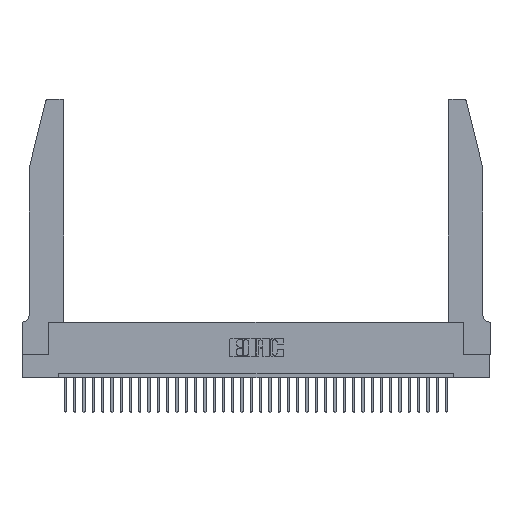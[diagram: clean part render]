
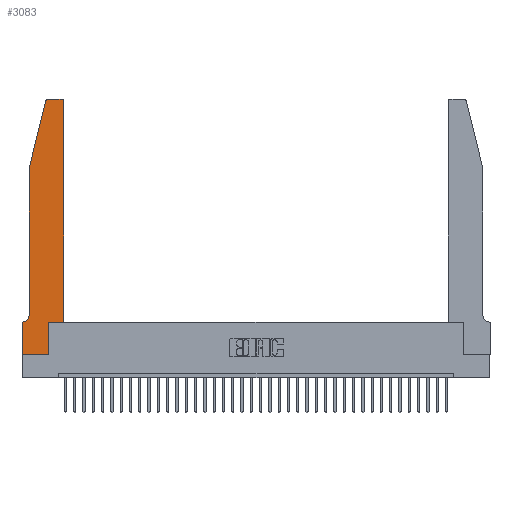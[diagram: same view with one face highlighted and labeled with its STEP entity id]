
A CAD part, top view. The second image highlights one B-rep face of the part: STEP entity #3083.
In plain terms, the highlighted planar face has unit normal (0, 0, 1).
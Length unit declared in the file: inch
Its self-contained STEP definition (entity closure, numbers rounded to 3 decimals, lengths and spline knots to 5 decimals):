
#226 = DIRECTION ( 'NONE',  ( 1., 0., 0. ) ) ;
#501 = CARTESIAN_POINT ( 'NONE',  ( 0.0755, 2., 0.37 ) ) ;
#1570 = ORIENTED_EDGE ( 'NONE', *, *, #19150, .T. ) ;
#1632 = ORIENTED_EDGE ( 'NONE', *, *, #3811, .T. ) ;
#3083 = ADVANCED_FACE ( 'NONE', ( #4782 ), #20015, .T. ) ;
#3718 = DIRECTION ( 'NONE',  ( 0., 0., 1. ) ) ;
#3811 = EDGE_CURVE ( 'NONE', #12639, #31604, #31554, .T. ) ;
#4122 = CARTESIAN_POINT ( 'NONE',  ( 0., 0., 0.37 ) ) ;
#4344 = VECTOR ( 'NONE', #9942, 39.37008 ) ;
#4366 = CIRCLE ( 'NONE', #5334, 0.03 ) ;
#4502 = CARTESIAN_POINT ( 'NONE',  ( 0.2865, 0.35, 0.37 ) ) ;
#4780 = DIRECTION ( 'NONE',  ( 0., 0., 1. ) ) ;
#4782 = FACE_OUTER_BOUND ( 'NONE', #9616, .T. ) ;
#4900 = DIRECTION ( 'NONE',  ( 1., 0., 0. ) ) ;
#5334 = AXIS2_PLACEMENT_3D ( 'NONE', #10677, #4780, #4900 ) ;
#5837 = CARTESIAN_POINT ( 'NONE',  ( 0., 0.35, 0.37 ) ) ;
#5931 = CARTESIAN_POINT ( 'NONE',  ( 0.4505, 2.72, 0.37 ) ) ;
#5969 = EDGE_CURVE ( 'NONE', #7785, #25407, #6825, .T. ) ;
#6505 = CARTESIAN_POINT ( 'NONE',  ( 0.25487, 2.72718, 0.37 ) ) ;
#6825 = LINE ( 'NONE', #31523, #21820 ) ;
#7785 = VERTEX_POINT ( 'NONE', #9045 ) ;
#8268 = VECTOR ( 'NONE', #15036, 39.37008 ) ;
#8425 = EDGE_CURVE ( 'NONE', #31604, #29142, #15467, .T. ) ;
#8602 = LINE ( 'NONE', #14493, #22699 ) ;
#9001 = ORIENTED_EDGE ( 'NONE', *, *, #31866, .T. ) ;
#9045 = CARTESIAN_POINT ( 'NONE',  ( 0.4205, 2.75, 0.37 ) ) ;
#9487 = VECTOR ( 'NONE', #24406, 39.37008 ) ;
#9583 = DIRECTION ( 'NONE',  ( -0.239, -0.971, 0. ) ) ;
#9616 = EDGE_LOOP ( 'NONE', ( #22920, #1570, #24774, #1632, #21243, #16173, #9001, #13795, #15918, #36292, #20245, #10353 ) ) ;
#9942 = DIRECTION ( 'NONE',  ( 0., 1., 0. ) ) ;
#10353 = ORIENTED_EDGE ( 'NONE', *, *, #11007, .T. ) ;
#10677 = CARTESIAN_POINT ( 'NONE',  ( 0.284, 2.72, 0.37 ) ) ;
#11007 = EDGE_CURVE ( 'NONE', #12589, #7785, #34983, .T. ) ;
#11027 = LINE ( 'NONE', #27752, #12359 ) ;
#11225 = AXIS2_PLACEMENT_3D ( 'NONE', #22885, #16967, #19803 ) ;
#11711 = CARTESIAN_POINT ( 'NONE',  ( 0.0755, 2., 0.37 ) ) ;
#11842 = AXIS2_PLACEMENT_3D ( 'NONE', #5837, #3718, #20261 ) ;
#12247 = CARTESIAN_POINT ( 'NONE',  ( 0.2865, 0., 0.37 ) ) ;
#12359 = VECTOR ( 'NONE', #22394, 39.37008 ) ;
#12589 = VERTEX_POINT ( 'NONE', #5931 ) ;
#12639 = VERTEX_POINT ( 'NONE', #501 ) ;
#12710 = LINE ( 'NONE', #4502, #4344 ) ;
#13777 = DIRECTION ( 'NONE',  ( 1., 0., 0. ) ) ;
#13795 = ORIENTED_EDGE ( 'NONE', *, *, #15098, .T. ) ;
#14493 = CARTESIAN_POINT ( 'NONE',  ( 0., 0., 0.37 ) ) ;
#14949 = VERTEX_POINT ( 'NONE', #19092 ) ;
#15036 = DIRECTION ( 'NONE',  ( 0., -1., 0. ) ) ;
#15098 = EDGE_CURVE ( 'NONE', #36146, #21463, #8602, .T. ) ;
#15467 = CIRCLE ( 'NONE', #11225, 0.07 ) ;
#15615 = LINE ( 'NONE', #4122, #9487 ) ;
#15918 = ORIENTED_EDGE ( 'NONE', *, *, #28124, .T. ) ;
#16017 = VECTOR ( 'NONE', #13777, 39.37008 ) ;
#16173 = ORIENTED_EDGE ( 'NONE', *, *, #29223, .T. ) ;
#16967 = DIRECTION ( 'NONE',  ( 0., 0., -1. ) ) ;
#17305 = DIRECTION ( 'NONE',  ( -1., 0., 0. ) ) ;
#17463 = VECTOR ( 'NONE', #18382, 39.37008 ) ;
#18382 = DIRECTION ( 'NONE',  ( -1., 0., 0. ) ) ;
#18493 = CARTESIAN_POINT ( 'NONE',  ( 0.0755, 0.35, 0.37 ) ) ;
#19092 = CARTESIAN_POINT ( 'NONE',  ( 0., 0.35, 0.37 ) ) ;
#19150 = EDGE_CURVE ( 'NONE', #25407, #21147, #4366, .T. ) ;
#19803 = DIRECTION ( 'NONE',  ( -1., 0., 0. ) ) ;
#19827 = DIRECTION ( 'NONE',  ( 0., 0., 1. ) ) ;
#20015 = PLANE ( 'NONE',  #11842 ) ;
#20245 = ORIENTED_EDGE ( 'NONE', *, *, #24288, .T. ) ;
#20261 = DIRECTION ( 'NONE',  ( 1., 0., 0. ) ) ;
#20997 = EDGE_CURVE ( 'NONE', #21147, #12639, #35901, .T. ) ;
#21147 = VERTEX_POINT ( 'NONE', #6505 ) ;
#21188 = VERTEX_POINT ( 'NONE', #26627 ) ;
#21243 = ORIENTED_EDGE ( 'NONE', *, *, #8425, .T. ) ;
#21463 = VERTEX_POINT ( 'NONE', #12247 ) ;
#21820 = VECTOR ( 'NONE', #17305, 39.37008 ) ;
#22394 = DIRECTION ( 'NONE',  ( 0., 1., 0. ) ) ;
#22649 = CARTESIAN_POINT ( 'NONE',  ( 0.0755, 2., 0.37 ) ) ;
#22699 = VECTOR ( 'NONE', #226, 39.37008 ) ;
#22885 = CARTESIAN_POINT ( 'NONE',  ( 0.0055, 0.42, 0.37 ) ) ;
#22920 = ORIENTED_EDGE ( 'NONE', *, *, #5969, .T. ) ;
#23220 = VECTOR ( 'NONE', #9583, 39.37008 ) ;
#24288 = EDGE_CURVE ( 'NONE', #21188, #12589, #11027, .T. ) ;
#24406 = DIRECTION ( 'NONE',  ( 0., -1., 0. ) ) ;
#24774 = ORIENTED_EDGE ( 'NONE', *, *, #20997, .T. ) ;
#25270 = CARTESIAN_POINT ( 'NONE',  ( 0.0755, 0.42, 0.37 ) ) ;
#25407 = VERTEX_POINT ( 'NONE', #29457 ) ;
#26220 = LINE ( 'NONE', #18493, #17463 ) ;
#26627 = CARTESIAN_POINT ( 'NONE',  ( 0.4505, 0.35, 0.37 ) ) ;
#26870 = DIRECTION ( 'NONE',  ( 1., 0., 0. ) ) ;
#27053 = AXIS2_PLACEMENT_3D ( 'NONE', #34311, #19827, #26870 ) ;
#27752 = CARTESIAN_POINT ( 'NONE',  ( 0.4505, 0.35, 0.37 ) ) ;
#28124 = EDGE_CURVE ( 'NONE', #21463, #34933, #12710, .T. ) ;
#29142 = VERTEX_POINT ( 'NONE', #34416 ) ;
#29223 = EDGE_CURVE ( 'NONE', #29142, #14949, #26220, .T. ) ;
#29457 = CARTESIAN_POINT ( 'NONE',  ( 0.284, 2.75, 0.37 ) ) ;
#30465 = LINE ( 'NONE', #36344, #16017 ) ;
#31010 = EDGE_CURVE ( 'NONE', #34933, #21188, #30465, .T. ) ;
#31523 = CARTESIAN_POINT ( 'NONE',  ( 0.2605, 2.75, 0.37 ) ) ;
#31554 = LINE ( 'NONE', #11711, #8268 ) ;
#31604 = VERTEX_POINT ( 'NONE', #25270 ) ;
#31866 = EDGE_CURVE ( 'NONE', #14949, #36146, #15615, .T. ) ;
#34178 = CARTESIAN_POINT ( 'NONE',  ( 0.2865, 0.35, 0.37 ) ) ;
#34211 = CARTESIAN_POINT ( 'NONE',  ( 0., 0., 0.37 ) ) ;
#34311 = CARTESIAN_POINT ( 'NONE',  ( 0.4205, 2.72, 0.37 ) ) ;
#34416 = CARTESIAN_POINT ( 'NONE',  ( 0.0055, 0.35, 0.37 ) ) ;
#34933 = VERTEX_POINT ( 'NONE', #34178 ) ;
#34983 = CIRCLE ( 'NONE', #27053, 0.03 ) ;
#35901 = LINE ( 'NONE', #22649, #23220 ) ;
#36146 = VERTEX_POINT ( 'NONE', #34211 ) ;
#36292 = ORIENTED_EDGE ( 'NONE', *, *, #31010, .T. ) ;
#36344 = CARTESIAN_POINT ( 'NONE',  ( 0.4505, 0.35, 0.37 ) ) ;
